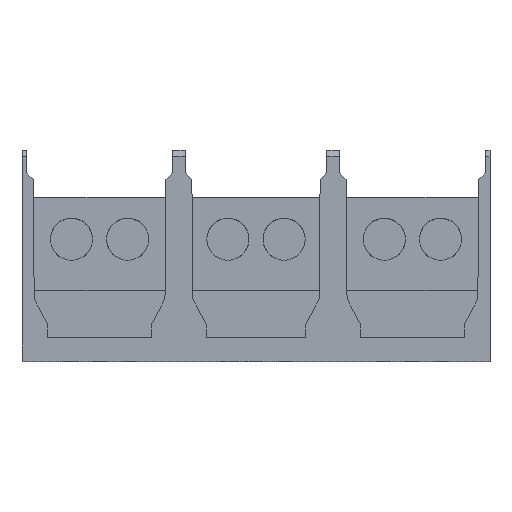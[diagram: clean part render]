
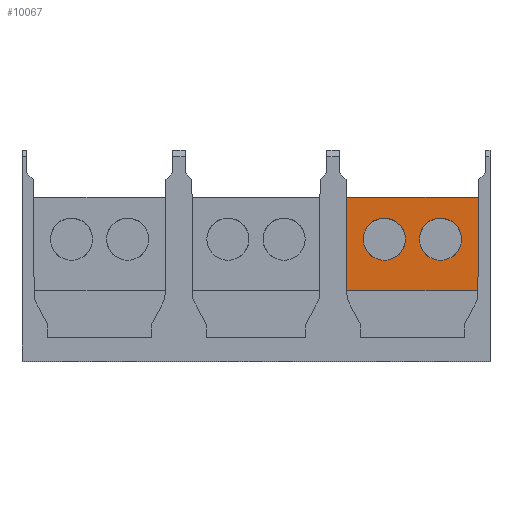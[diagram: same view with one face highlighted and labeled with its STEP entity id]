
A CAD part, top view. The second image highlights one B-rep face of the part: STEP entity #10067.
In plain terms, the highlighted planar face has unit normal (0, 0, 1).
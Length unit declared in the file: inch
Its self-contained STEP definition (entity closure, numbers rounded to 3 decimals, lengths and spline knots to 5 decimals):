
#294 = CARTESIAN_POINT ( 'NONE',  ( 7.2925, 2.605, -1.023 ) ) ;
#541 = CARTESIAN_POINT ( 'NONE',  ( 0.1, 3.5, -1.023 ) ) ;
#563 = EDGE_CURVE ( 'NONE', #7628, #9852, #1480, .T. ) ;
#908 = VERTEX_POINT ( 'NONE', #294 ) ;
#1372 = CARTESIAN_POINT ( 'NONE',  ( 0.1, 1.5, -1.023 ) ) ;
#1445 = ORIENTED_EDGE ( 'NONE', *, *, #12702, .T. ) ;
#1470 = EDGE_LOOP ( 'NONE', ( #2879, #13454, #1445, #3104 ) ) ;
#1480 = LINE ( 'NONE', #12695, #13420 ) ;
#2105 = EDGE_CURVE ( 'NONE', #908, #11267, #4075, .T. ) ;
#2466 = VERTEX_POINT ( 'NONE', #13886 ) ;
#2572 = VERTEX_POINT ( 'NONE', #4204 ) ;
#2683 = VERTEX_POINT ( 'NONE', #14692 ) ;
#2879 = ORIENTED_EDGE ( 'NONE', *, *, #13392, .F. ) ;
#3104 = ORIENTED_EDGE ( 'NONE', *, *, #563, .F. ) ;
#3239 = AXIS2_PLACEMENT_3D ( 'NONE', #8686, #11240, #9831 ) ;
#3539 = LINE ( 'NONE', #14949, #6366 ) ;
#3562 = ORIENTED_EDGE ( 'NONE', *, *, #2105, .F. ) ;
#3615 = AXIS2_PLACEMENT_3D ( 'NONE', #541, #4594, #14345 ) ;
#4075 = CIRCLE ( 'NONE', #7751, 0.45 ) ;
#4155 = DIRECTION ( 'NONE',  ( 1., 0., 0. ) ) ;
#4204 = CARTESIAN_POINT ( 'NONE',  ( 6.785, 3.5, -1.023 ) ) ;
#4507 = FACE_OUTER_BOUND ( 'NONE', #1470, .T. ) ;
#4535 = VECTOR ( 'NONE', #12440, 39.37008 ) ;
#4540 = VERTEX_POINT ( 'NONE', #14333 ) ;
#4594 = DIRECTION ( 'NONE',  ( 0., 0., -1. ) ) ;
#4780 = CARTESIAN_POINT ( 'NONE',  ( 9.9, 1.5, -1.023 ) ) ;
#6366 = VECTOR ( 'NONE', #8657, 39.37008 ) ;
#6393 = LINE ( 'NONE', #1372, #10703 ) ;
#6896 = FACE_BOUND ( 'NONE', #7420, .T. ) ;
#7420 = EDGE_LOOP ( 'NONE', ( #10754, #3562 ) ) ;
#7628 = VERTEX_POINT ( 'NONE', #15062 ) ;
#7751 = AXIS2_PLACEMENT_3D ( 'NONE', #7771, #8779, #8939 ) ;
#7771 = CARTESIAN_POINT ( 'NONE',  ( 7.7425, 2.605, -1.023 ) ) ;
#7971 = AXIS2_PLACEMENT_3D ( 'NONE', #13467, #16128, #12234 ) ;
#8601 = EDGE_LOOP ( 'NONE', ( #12956, #14798 ) ) ;
#8657 = DIRECTION ( 'NONE',  ( 1., 0., 0. ) ) ;
#8686 = CARTESIAN_POINT ( 'NONE',  ( 7.7425, 2.605, -1.023 ) ) ;
#8779 = DIRECTION ( 'NONE',  ( 0., 0., 1. ) ) ;
#8939 = DIRECTION ( 'NONE',  ( 1., 0., 0. ) ) ;
#9716 = LINE ( 'NONE', #12361, #4535 ) ;
#9831 = DIRECTION ( 'NONE',  ( 1., 0., 0. ) ) ;
#9852 = VERTEX_POINT ( 'NONE', #4780 ) ;
#10067 = ADVANCED_FACE ( 'NONE', ( #6896, #12107, #4507 ), #15907, .F. ) ;
#10703 = VECTOR ( 'NONE', #4155, 39.37008 ) ;
#10754 = ORIENTED_EDGE ( 'NONE', *, *, #15713, .F. ) ;
#11202 = EDGE_CURVE ( 'NONE', #2466, #4540, #16276, .T. ) ;
#11240 = DIRECTION ( 'NONE',  ( 0., 0., 1. ) ) ;
#11267 = VERTEX_POINT ( 'NONE', #14846 ) ;
#12107 = FACE_BOUND ( 'NONE', #8601, .T. ) ;
#12234 = DIRECTION ( 'NONE',  ( 1., 0., 0. ) ) ;
#12361 = CARTESIAN_POINT ( 'NONE',  ( 6.785, 0.5, -1.023 ) ) ;
#12440 = DIRECTION ( 'NONE',  ( 0., -1., 0. ) ) ;
#12695 = CARTESIAN_POINT ( 'NONE',  ( 9.9, 3.5, -1.023 ) ) ;
#12702 = EDGE_CURVE ( 'NONE', #2683, #9852, #6393, .T. ) ;
#12956 = ORIENTED_EDGE ( 'NONE', *, *, #11202, .F. ) ;
#13392 = EDGE_CURVE ( 'NONE', #2572, #7628, #3539, .T. ) ;
#13420 = VECTOR ( 'NONE', #14256, 39.37008 ) ;
#13454 = ORIENTED_EDGE ( 'NONE', *, *, #14618, .T. ) ;
#13467 = CARTESIAN_POINT ( 'NONE',  ( 8.9425, 2.605, -1.023 ) ) ;
#13505 = DIRECTION ( 'NONE',  ( 0., 0., 1. ) ) ;
#13684 = CARTESIAN_POINT ( 'NONE',  ( 8.9425, 2.605, -1.023 ) ) ;
#13847 = DIRECTION ( 'NONE',  ( 1., 0., 0. ) ) ;
#13886 = CARTESIAN_POINT ( 'NONE',  ( 9.3925, 2.605, -1.023 ) ) ;
#13902 = AXIS2_PLACEMENT_3D ( 'NONE', #13684, #13505, #13847 ) ;
#14256 = DIRECTION ( 'NONE',  ( 0., -1., 0. ) ) ;
#14320 = CIRCLE ( 'NONE', #3239, 0.45 ) ;
#14333 = CARTESIAN_POINT ( 'NONE',  ( 8.4925, 2.605, -1.023 ) ) ;
#14345 = DIRECTION ( 'NONE',  ( -1., 0., 0. ) ) ;
#14618 = EDGE_CURVE ( 'NONE', #2572, #2683, #9716, .T. ) ;
#14692 = CARTESIAN_POINT ( 'NONE',  ( 6.785, 1.5, -1.023 ) ) ;
#14798 = ORIENTED_EDGE ( 'NONE', *, *, #15712, .F. ) ;
#14846 = CARTESIAN_POINT ( 'NONE',  ( 8.1925, 2.605, -1.023 ) ) ;
#14949 = CARTESIAN_POINT ( 'NONE',  ( 0.1, 3.5, -1.023 ) ) ;
#15062 = CARTESIAN_POINT ( 'NONE',  ( 9.9, 3.5, -1.023 ) ) ;
#15119 = CIRCLE ( 'NONE', #7971, 0.45 ) ;
#15712 = EDGE_CURVE ( 'NONE', #4540, #2466, #15119, .T. ) ;
#15713 = EDGE_CURVE ( 'NONE', #11267, #908, #14320, .T. ) ;
#15907 = PLANE ( 'NONE',  #3615 ) ;
#16128 = DIRECTION ( 'NONE',  ( 0., 0., 1. ) ) ;
#16276 = CIRCLE ( 'NONE', #13902, 0.45 ) ;
